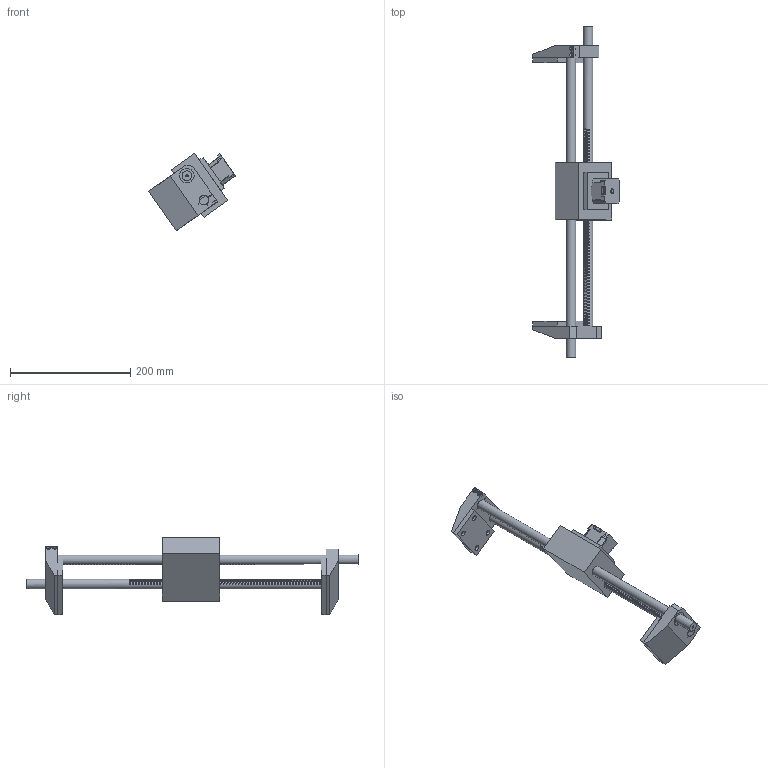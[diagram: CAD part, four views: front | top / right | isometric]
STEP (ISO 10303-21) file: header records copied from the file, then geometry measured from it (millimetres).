
FILE_DESCRIPTION(/* description */ (''),/* implementation_level */ '2;1');
FILE_NAME(/* name */ 'endd effector working.step',/* time_stamp */ '2026-02-10T16:38:21+05:30',/* author */ (''),/* organization */ (''),/* preprocessor_version */ 'ST-DEVELOPER v20.1',/* originating_system */ 'Autodesk Translation Framework v14.21.0.0',/* authorisation */ '');
FILE_SCHEMA (('AUTOMOTIVE_DESIGN { 1 0 10303 214 3 1 1 }'));
Length unit declared in the file: millimetre
Products named in the file (1): 2026-02-08-18-11-53-958
Bounding box: 144.51 x 552.93 x 128.98 mm (x, y, z)
Volume: 837072.3 mm3; surface area: 202059.4 mm2
Topology: 12 solids, 12 shells, 1036 faces, 2464 edges, 1622 vertices
Faces by surface type: plane 751, cylinder 226, bspline 54, cone 4, torus 1
Full cylindrical faces by diameter (mm): 1.459 x40, 2 x37, 4 x2, 4.4 x4, 5 x2, 5.28 x8, 8 x4, 8.8 x8, 9 x2, 16 x9, 21.9 x1, 24 x5
Entity records: 38287 total; most frequent: CARTESIAN_POINT 14349, ORIENTED_EDGE 4924, DIRECTION 4725, EDGE_CURVE 2462, VERTEX_POINT 1622, LINE 1597, VECTOR 1597, AXIS2_PLACEMENT_3D 1564
